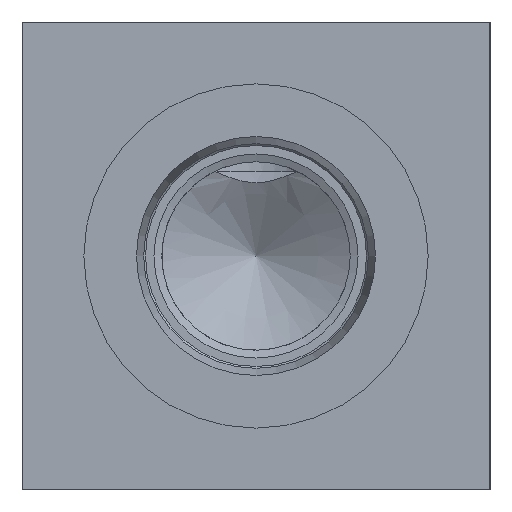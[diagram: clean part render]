
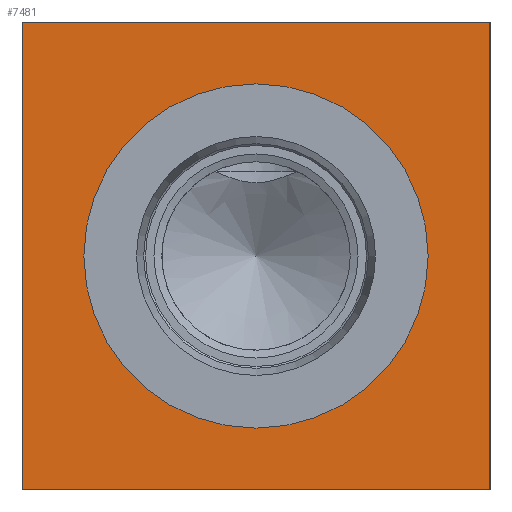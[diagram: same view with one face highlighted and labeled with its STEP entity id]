
A CAD part, left-side view. The second image highlights one B-rep face of the part: STEP entity #7481.
In plain terms, the highlighted planar face has unit normal (-1, 0, 0).
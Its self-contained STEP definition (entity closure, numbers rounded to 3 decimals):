
#135=CIRCLE('',#7795,21.019);
#136=CIRCLE('',#7796,21.019);
#249=FACE_BOUND('',#1285,.T.);
#472=PLANE('',#7903);
#854=FACE_OUTER_BOUND('',#1284,.T.);
#1284=EDGE_LOOP('',(#6671,#6672,#6673,#6674));
#1285=EDGE_LOOP('',(#6675,#6676));
#1546=LINE('',#11543,#2238);
#1982=LINE('',#12918,#2674);
#1983=LINE('',#12919,#2675);
#1984=LINE('',#12920,#2676);
#2238=VECTOR('',#8281,10.);
#2674=VECTOR('',#9401,10.);
#2675=VECTOR('',#9402,10.);
#2676=VECTOR('',#9403,10.);
#3188=VERTEX_POINT('',#11536);
#3191=VERTEX_POINT('',#11541);
#3521=VERTEX_POINT('',#12703);
#3522=VERTEX_POINT('',#12704);
#3591=VERTEX_POINT('',#12916);
#3592=VERTEX_POINT('',#12917);
#4033=EDGE_CURVE('',#3191,#3188,#1546,.T.);
#4524=EDGE_CURVE('',#3521,#3522,#135,.T.);
#4525=EDGE_CURVE('',#3522,#3521,#136,.T.);
#4624=EDGE_CURVE('',#3591,#3592,#1982,.T.);
#4625=EDGE_CURVE('',#3592,#3188,#1983,.T.);
#4626=EDGE_CURVE('',#3591,#3191,#1984,.T.);
#6671=ORIENTED_EDGE('',*,*,#4624,.T.);
#6672=ORIENTED_EDGE('',*,*,#4625,.T.);
#6673=ORIENTED_EDGE('',*,*,#4033,.F.);
#6674=ORIENTED_EDGE('',*,*,#4626,.F.);
#6675=ORIENTED_EDGE('',*,*,#4524,.T.);
#6676=ORIENTED_EDGE('',*,*,#4525,.T.);
#7481=ADVANCED_FACE('',(#854,#249),#472,.T.);
#7795=AXIS2_PLACEMENT_3D('',#12705,#9149,#9150);
#7796=AXIS2_PLACEMENT_3D('',#12706,#9151,#9152);
#7903=AXIS2_PLACEMENT_3D('',#12915,#9399,#9400);
#8281=DIRECTION('',(0.,-1.,0.));
#9149=DIRECTION('center_axis',(1.,0.,0.));
#9150=DIRECTION('ref_axis',(0.,0.,1.));
#9151=DIRECTION('center_axis',(1.,0.,0.));
#9152=DIRECTION('ref_axis',(0.,0.,1.));
#9399=DIRECTION('center_axis',(-1.,0.,0.));
#9400=DIRECTION('ref_axis',(0.,-1.,0.));
#9401=DIRECTION('',(0.,-1.,0.));
#9402=DIRECTION('',(0.,0.,1.));
#9403=DIRECTION('',(0.,0.,1.));
#11536=CARTESIAN_POINT('',(0.,0.,57.15));
#11541=CARTESIAN_POINT('',(0.,57.15,57.15));
#11543=CARTESIAN_POINT('',(0.,57.15,57.15));
#12703=CARTESIAN_POINT('',(0.,28.575,49.594));
#12704=CARTESIAN_POINT('',(0.,28.575,7.556));
#12705=CARTESIAN_POINT('Origin',(0.,28.575,28.575));
#12706=CARTESIAN_POINT('Origin',(0.,28.575,28.575));
#12915=CARTESIAN_POINT('Origin',(0.,57.15,0.));
#12916=CARTESIAN_POINT('',(0.,57.15,0.));
#12917=CARTESIAN_POINT('',(0.,0.,0.));
#12918=CARTESIAN_POINT('',(0.,57.15,0.));
#12919=CARTESIAN_POINT('',(0.,0.,0.));
#12920=CARTESIAN_POINT('',(0.,57.15,0.));
